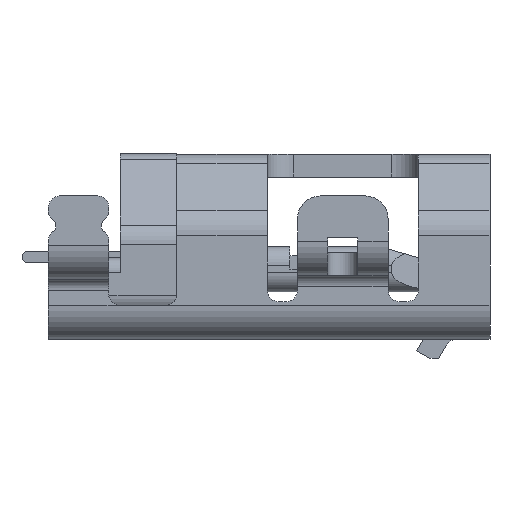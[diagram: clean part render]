
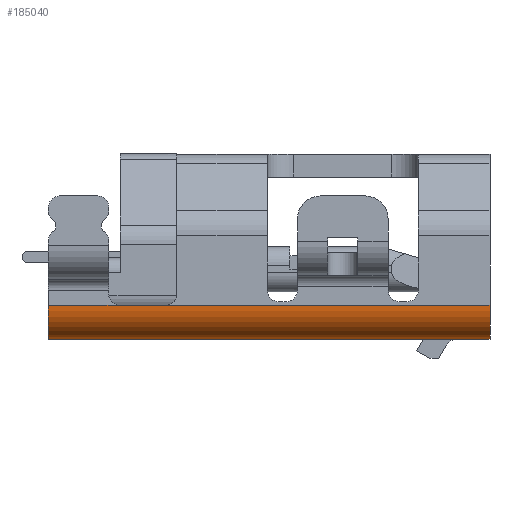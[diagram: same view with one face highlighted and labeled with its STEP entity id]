
A CAD part, front view. The second image highlights one B-rep face of the part: STEP entity #185040.
In plain terms, the highlighted cylindrical face has radius 0.45 mm (diameter 0.9 mm), a partial arc.
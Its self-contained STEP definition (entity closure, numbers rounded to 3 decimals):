
#127340=CARTESIAN_POINT('',(19.2,7.63,-0.765));
#127350=VERTEX_POINT('',#127340);
#127400=CARTESIAN_POINT('',(19.2,7.63,-0.765));
#127410=DIRECTION('',(1.,0.,0.));
#127420=VECTOR('',#127410,1.);
#127430=LINE('',#127400,#127420);
#127440=CARTESIAN_POINT('',(14.9,7.63,-0.765));
#127450=VERTEX_POINT('',#127440);
#127460=EDGE_CURVE('',#127450,#127350,#127430,.T.);
#130450=CARTESIAN_POINT('',(14.3,7.63,-0.765));
#130460=VERTEX_POINT('',#130450);
#130470=EDGE_CURVE('',#130460,#127450,#127430,.T.);
#135870=CARTESIAN_POINT('',(13.35,8.08,-1.215));
#135880=VERTEX_POINT('',#135870);
#135910=CARTESIAN_POINT('',(19.2,8.08,-1.215));
#135920=DIRECTION('',(-1.,0.,0.));
#135930=VECTOR('',#135920,5.85);
#135940=LINE('',#135910,#135930);
#135950=CARTESIAN_POINT('',(19.2,8.08,-1.215));
#135960=VERTEX_POINT('',#135950);
#135970=EDGE_CURVE('',#135960,#135880,#135940,.T.);
#142820=CARTESIAN_POINT('',(13.35,7.63,-0.765));
#142830=VERTEX_POINT('',#142820);
#143000=EDGE_CURVE('',#142830,#130460,#127430,.T.);
#173660=CARTESIAN_POINT('',(19.2,8.08,-0.765));
#173670=DIRECTION('',(1.,0.,0.));
#173680=DIRECTION('',(0.,-1.,0.));
#173690=AXIS2_PLACEMENT_3D('',#173660,#173670,#173680);
#173700=CIRCLE('',#173690,0.45);
#173710=EDGE_CURVE('',#127350,#135960,#173700,.T.);
#181800=CARTESIAN_POINT('',(13.35,8.08,-0.765));
#181810=DIRECTION('',(1.,0.,0.));
#181820=DIRECTION('',(0.,-1.,0.));
#181830=AXIS2_PLACEMENT_3D('',#181800,#181810,#181820);
#181840=CIRCLE('',#181830,0.45);
#181850=EDGE_CURVE('',#142830,#135880,#181840,.T.);
#184910=CARTESIAN_POINT('',(19.2,8.08,-0.765));
#184920=DIRECTION('',(1.,0.,0.));
#184930=DIRECTION('',(0.,-1.,0.));
#184940=AXIS2_PLACEMENT_3D('',#184910,#184920,#184930);
#184950=CYLINDRICAL_SURFACE('',#184940,0.45);
#184960=ORIENTED_EDGE('',*,*,#130470,.F.);
#184970=ORIENTED_EDGE('',*,*,#127460,.F.);
#184980=ORIENTED_EDGE('',*,*,#173710,.F.);
#184990=ORIENTED_EDGE('',*,*,#135970,.F.);
#185000=ORIENTED_EDGE('',*,*,#181850,.T.);
#185010=ORIENTED_EDGE('',*,*,#143000,.F.);
#185020=EDGE_LOOP('',(#185010,#185000,#184990,#184980,#184970,#184960));
#185030=FACE_OUTER_BOUND('',#185020,.T.);
#185040=ADVANCED_FACE('',(#185030),#184950,.T.);
